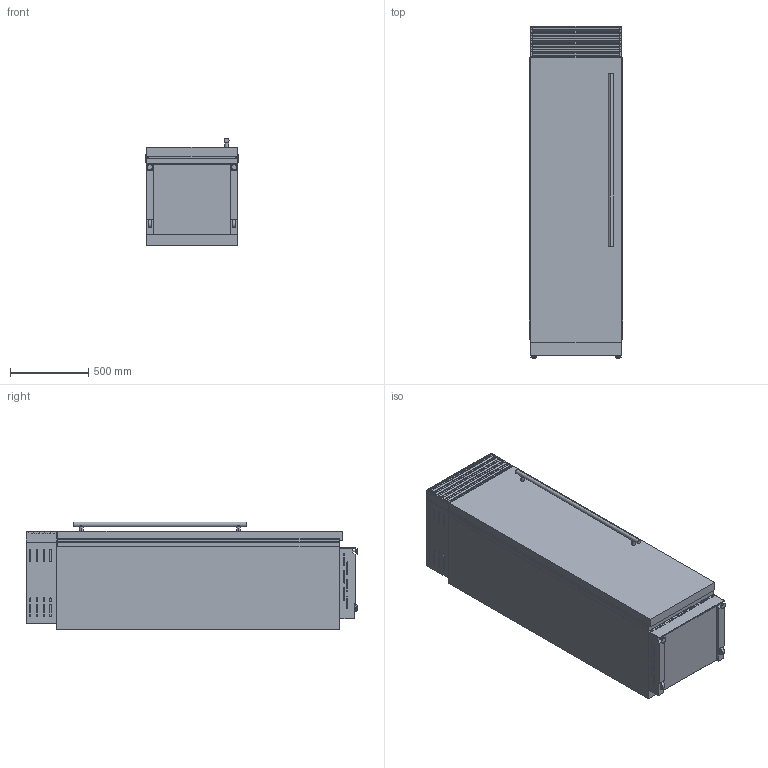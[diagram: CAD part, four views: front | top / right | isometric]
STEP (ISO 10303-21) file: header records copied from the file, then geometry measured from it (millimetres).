
FILE_DESCRIPTION (( 'STEP AP214' ), '1' );
FILE_NAME ('XS_599_0F_Z_3.STEP', '2021-04-13T13:07:32', ( '' ), ( '' ), 'SwSTEP 2.0', 'SolidWorks 2017', '' );
FILE_SCHEMA (( 'AUTOMOTIVE_DESIGN' ));
Length unit declared in the file: millimetre
Products named in the file (1): XS_599_0F_Z_3
Bounding box: 599 x 2120 x 688 mm (x, y, z)
Volume: 736853471.8 mm3; surface area: 9797644.2 mm2
Topology: 7 solids, 7 shells, 520 faces, 1374 edges, 904 vertices
Faces by surface type: plane 314, cylinder 190, torus 12, cone 4
Entity records: 16422 total; most frequent: CARTESIAN_POINT 3007, DIRECTION 2812, ORIENTED_EDGE 2748, EDGE_CURVE 1374, VECTOR 962, LINE 962, AXIS2_PLACEMENT_3D 925, VERTEX_POINT 904
